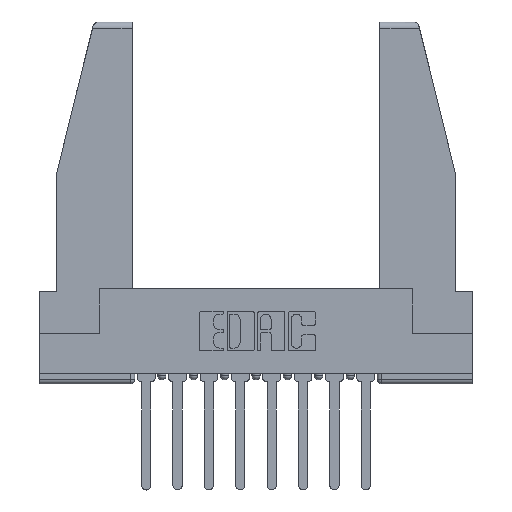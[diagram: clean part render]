
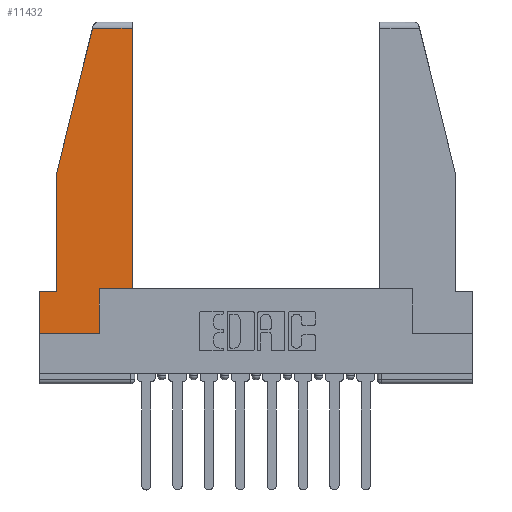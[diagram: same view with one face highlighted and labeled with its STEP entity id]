
A CAD part, top view. The second image highlights one B-rep face of the part: STEP entity #11432.
In plain terms, the highlighted planar face has unit normal (0, 0, 1).
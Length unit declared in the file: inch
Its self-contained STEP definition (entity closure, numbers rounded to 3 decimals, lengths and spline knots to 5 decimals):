
#225 = VECTOR ( 'NONE', #7444, 39.37008 ) ;
#263 = CARTESIAN_POINT ( 'NONE',  ( 0., 0.21, 0. ) ) ;
#574 = DIRECTION ( 'NONE',  ( -1., 0., 0. ) ) ;
#640 = VECTOR ( 'NONE', #10143, 39.37008 ) ;
#724 = CARTESIAN_POINT ( 'NONE',  ( 0.086, 0.8, 0. ) ) ;
#893 = EDGE_CURVE ( 'NONE', #12408, #8285, #1359, .T. ) ;
#986 = VECTOR ( 'NONE', #1749, 39.37008 ) ;
#1286 = EDGE_CURVE ( 'NONE', #8285, #2341, #3973, .T. ) ;
#1359 = LINE ( 'NONE', #2196, #3159 ) ;
#1488 = VECTOR ( 'NONE', #12540, 39.37008 ) ;
#1576 = VECTOR ( 'NONE', #8507, 39.37008 ) ;
#1696 = ORIENTED_EDGE ( 'NONE', *, *, #5723, .T. ) ;
#1748 = CARTESIAN_POINT ( 'NONE',  ( 0., 0., 0. ) ) ;
#1749 = DIRECTION ( 'NONE',  ( 0., -1., 0. ) ) ;
#2082 = EDGE_CURVE ( 'NONE', #2341, #6914, #7153, .T. ) ;
#2173 = ORIENTED_EDGE ( 'NONE', *, *, #4340, .T. ) ;
#2196 = CARTESIAN_POINT ( 'NONE',  ( 0.461, 0.223, 0. ) ) ;
#2233 = EDGE_CURVE ( 'NONE', #7190, #13069, #13032, .T. ) ;
#2341 = VERTEX_POINT ( 'NONE', #4674 ) ;
#2356 = ORIENTED_EDGE ( 'NONE', *, *, #3130, .T. ) ;
#2511 = VERTEX_POINT ( 'NONE', #5297 ) ;
#2644 = CARTESIAN_POINT ( 'NONE',  ( 0., 0., 0. ) ) ;
#2681 = ORIENTED_EDGE ( 'NONE', *, *, #7182, .T. ) ;
#2784 = EDGE_LOOP ( 'NONE', ( #3609, #8587, #11356, #10050, #11102, #1696, #2356, #2173, #2681 ) ) ;
#2823 = DIRECTION ( 'NONE',  ( 0., 0., 1. ) ) ;
#2909 = DIRECTION ( 'NONE',  ( 1., 0., 0. ) ) ;
#3013 = CARTESIAN_POINT ( 'NONE',  ( 0.271, 1.55, 0. ) ) ;
#3130 = EDGE_CURVE ( 'NONE', #5401, #12260, #3425, .T. ) ;
#3159 = VECTOR ( 'NONE', #8456, 39.37008 ) ;
#3216 = EDGE_CURVE ( 'NONE', #6914, #7190, #3746, .T. ) ;
#3265 = CARTESIAN_POINT ( 'NONE',  ( 0., 1.52, 0. ) ) ;
#3404 = LINE ( 'NONE', #9067, #640 ) ;
#3425 = LINE ( 'NONE', #2644, #7927 ) ;
#3569 = CARTESIAN_POINT ( 'NONE',  ( 0., 0., 0. ) ) ;
#3609 = ORIENTED_EDGE ( 'NONE', *, *, #893, .T. ) ;
#3746 = LINE ( 'NONE', #724, #986 ) ;
#3973 = LINE ( 'NONE', #3265, #225 ) ;
#4237 = AXIS2_PLACEMENT_3D ( 'NONE', #1748, #2823, #2909 ) ;
#4340 = EDGE_CURVE ( 'NONE', #12260, #2511, #9688, .T. ) ;
#4461 = CARTESIAN_POINT ( 'NONE',  ( 0.086, 0.8, 0. ) ) ;
#4558 = FACE_OUTER_BOUND ( 'NONE', #2784, .T. ) ;
#4674 = CARTESIAN_POINT ( 'NONE',  ( 0.2636, 1.52, 0. ) ) ;
#5297 = CARTESIAN_POINT ( 'NONE',  ( 0.297, 0.223, 0. ) ) ;
#5401 = VERTEX_POINT ( 'NONE', #3569 ) ;
#5723 = EDGE_CURVE ( 'NONE', #13069, #5401, #12634, .T. ) ;
#6324 = CARTESIAN_POINT ( 'NONE',  ( 0., 0.21, 0. ) ) ;
#6914 = VERTEX_POINT ( 'NONE', #4461 ) ;
#7153 = LINE ( 'NONE', #3013, #1488 ) ;
#7182 = EDGE_CURVE ( 'NONE', #2511, #12408, #3404, .T. ) ;
#7190 = VERTEX_POINT ( 'NONE', #12319 ) ;
#7444 = DIRECTION ( 'NONE',  ( -1., 0., 0. ) ) ;
#7927 = VECTOR ( 'NONE', #12074, 39.37008 ) ;
#7940 = PLANE ( 'NONE',  #4237 ) ;
#8285 = VERTEX_POINT ( 'NONE', #12702 ) ;
#8456 = DIRECTION ( 'NONE',  ( 0., 1., 0. ) ) ;
#8507 = DIRECTION ( 'NONE',  ( 0., -1., 0. ) ) ;
#8587 = ORIENTED_EDGE ( 'NONE', *, *, #1286, .T. ) ;
#8836 = CARTESIAN_POINT ( 'NONE',  ( 0., 0.21, 0. ) ) ;
#8915 = VECTOR ( 'NONE', #574, 39.37008 ) ;
#9067 = CARTESIAN_POINT ( 'NONE',  ( 0.297, 0.223, 0. ) ) ;
#9688 = LINE ( 'NONE', #10002, #10182 ) ;
#10002 = CARTESIAN_POINT ( 'NONE',  ( 0.297, 0., 0. ) ) ;
#10050 = ORIENTED_EDGE ( 'NONE', *, *, #3216, .T. ) ;
#10143 = DIRECTION ( 'NONE',  ( 1., 0., 0. ) ) ;
#10182 = VECTOR ( 'NONE', #11190, 39.37008 ) ;
#10526 = CARTESIAN_POINT ( 'NONE',  ( 0.461, 0.223, 0. ) ) ;
#11102 = ORIENTED_EDGE ( 'NONE', *, *, #2233, .T. ) ;
#11190 = DIRECTION ( 'NONE',  ( 0., 1., 0. ) ) ;
#11356 = ORIENTED_EDGE ( 'NONE', *, *, #2082, .T. ) ;
#11432 = ADVANCED_FACE ( 'NONE', ( #4558 ), #7940, .T. ) ;
#12074 = DIRECTION ( 'NONE',  ( 1., 0., 0. ) ) ;
#12260 = VERTEX_POINT ( 'NONE', #13433 ) ;
#12319 = CARTESIAN_POINT ( 'NONE',  ( 0.086, 0.21, 0. ) ) ;
#12408 = VERTEX_POINT ( 'NONE', #10526 ) ;
#12540 = DIRECTION ( 'NONE',  ( -0.239, -0.971, 0. ) ) ;
#12634 = LINE ( 'NONE', #263, #1576 ) ;
#12702 = CARTESIAN_POINT ( 'NONE',  ( 0.461, 1.52, 0. ) ) ;
#13032 = LINE ( 'NONE', #8836, #8915 ) ;
#13069 = VERTEX_POINT ( 'NONE', #6324 ) ;
#13433 = CARTESIAN_POINT ( 'NONE',  ( 0.297, 0., 0. ) ) ;
